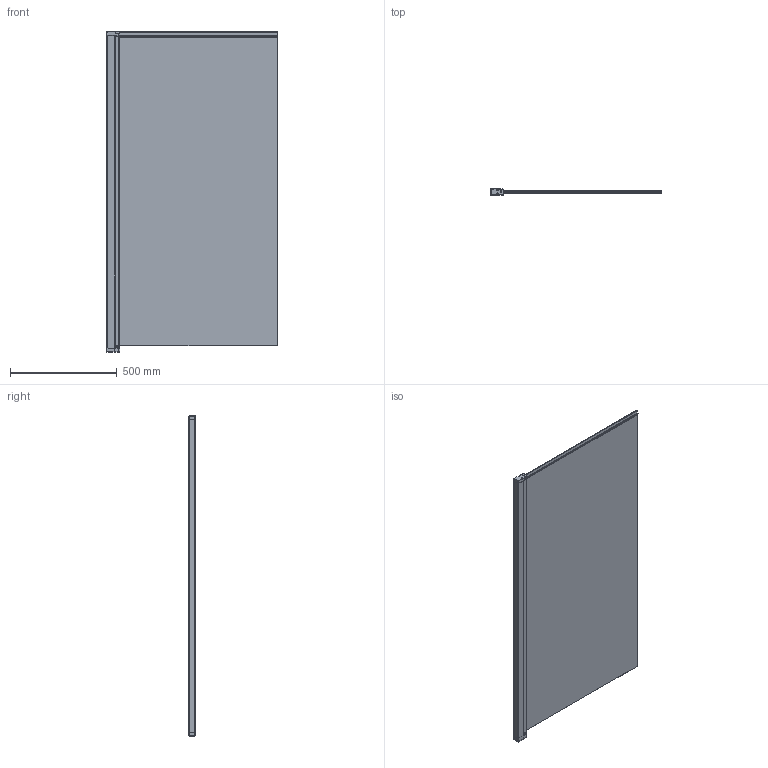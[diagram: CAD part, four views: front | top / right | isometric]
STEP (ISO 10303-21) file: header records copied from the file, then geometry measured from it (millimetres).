
FILE_DESCRIPTION((''),'2;1');
FILE_NAME('QXE93_ASM_ASM','2019-11-14T',('admin'),(''),'PRO/ENGINEER BY PARAMETRIC TECHNOLOGY CORPORATION, 2010280','PRO/ENGINEER BY PARAMETRIC TECHNOLOGY CORPORATION, 2010280','');
FILE_SCHEMA(('CONFIG_CONTROL_DESIGN'));
Length unit declared in the file: millimetre
Products named in the file (14): ME117-E_4; MC391_4; MC122-E_4; MC127-E_2; ME242_3; ME204_3; MN041_2; MC380___1; MC382_4; M6X5_3; ME399-E_1; LC203_3; QXE93_ASM_1_ASM; QXE93_ASM_ASM
Assembly tree (14 placements, depth 3):
  QXE93_ASM_ASM
    QXE93_ASM_1_ASM
      ME117-E_4
      MC391_4  x2
      MC122-E_4
      MC127-E_2
      ME242_3
      ME204_3
      MN041_2
      MC380___1
      MC382_4
      M6X5_3
      ME399-E_1
      LC203_3
Bounding box: 801.33 x 30.27 x 1499.71 mm (x, y, z)
Volume: 8931149.9 mm3; surface area: 2755053.5 mm2
Topology: 13 solids, 13 shells, 618 faces, 1694 edges, 1102 vertices
Faces by surface type: plane 333, cylinder 147, torus 80, bspline 49, cone 7, sphere 2
Entity records: 22641 total; most frequent: CARTESIAN_POINT 7516, ORIENTED_EDGE 3206, DIRECTION 3108, EDGE_CURVE 1603, AXIS2_PLACEMENT_3D 1127, VERTEX_POINT 1047, VECTOR 854, LINE 854
